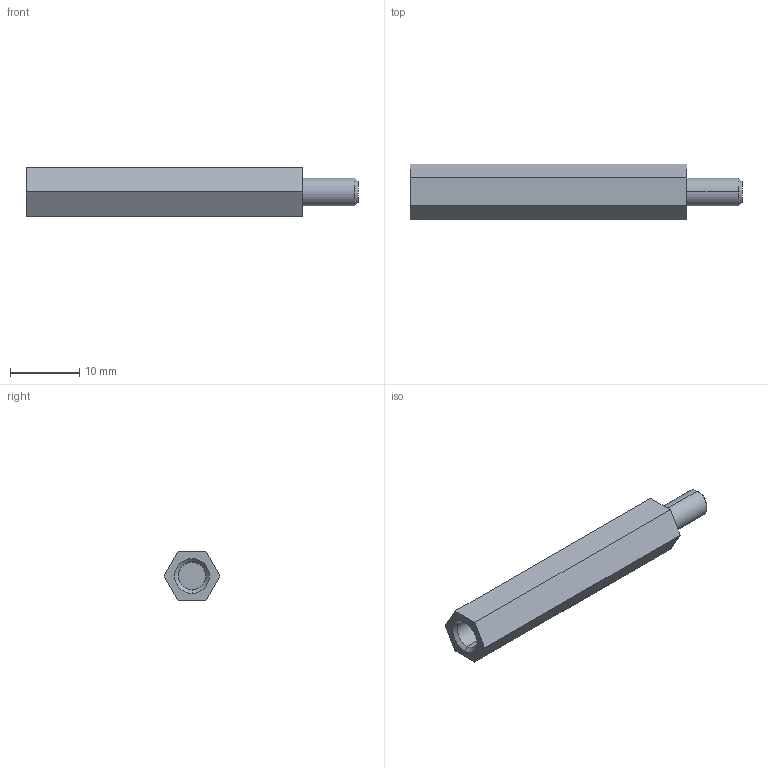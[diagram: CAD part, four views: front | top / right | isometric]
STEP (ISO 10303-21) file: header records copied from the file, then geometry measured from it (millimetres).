
FILE_DESCRIPTION(('STEP AP203'),'1');
FILE_NAME('dmh-m4x40.stp','2024-07-31T18:07:07',('TraceParts'),('TraceParts S.A.'),'Spatial InterOp 3D',' ',' ');
FILE_SCHEMA(('CONFIG_CONTROL_DESIGN'));
Length unit declared in the file: millimetre
Products named in the file (1): 1
Bounding box: 48 x 8.08 x 7 mm (x, y, z)
Volume: 1693.9 mm3; surface area: 1255.3 mm2
Topology: 1 solids, 1 shells, 267 faces, 698 edges, 464 vertices
Faces by surface type: plane 178, bspline 81, cone 4, cylinder 4
Entity records: 13382 total; most frequent: CARTESIAN_POINT 7303, ORIENTED_EDGE 1396, DIRECTION 922, EDGE_CURVE 698, LINE 524, VECTOR 524, VERTEX_POINT 464, EDGE_LOOP 298
